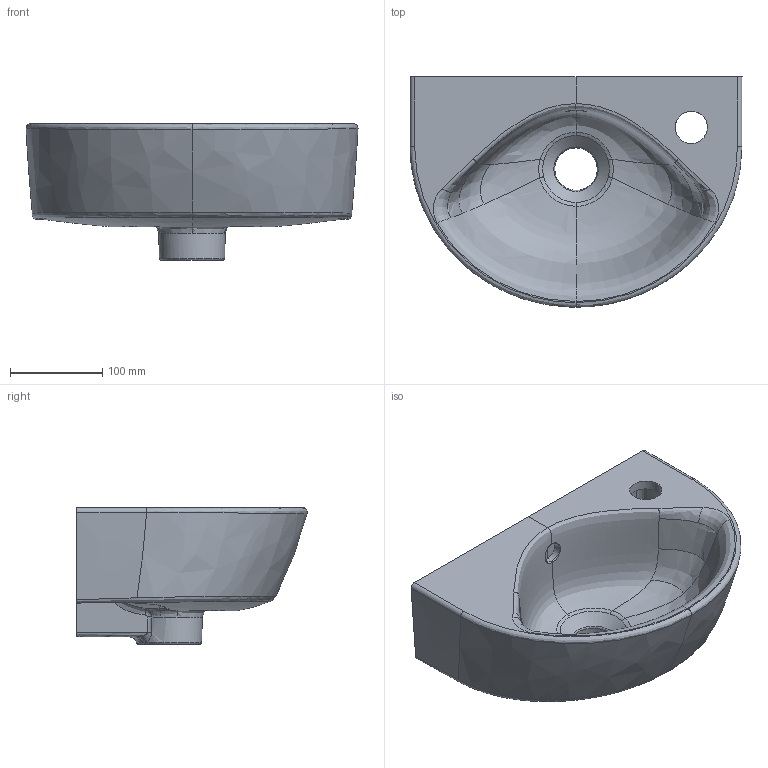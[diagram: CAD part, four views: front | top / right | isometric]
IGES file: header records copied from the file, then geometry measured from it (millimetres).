
Global section: file name: 500374; native system: Autodesk Inventor 2018; preprocessor: unknown; author: JANAN; date: 20201203.124647; units: millimetre
Bounding box: 360 x 250.01 x 148 mm (x, y, z)
Volume: 3170286.2 mm3; surface area: 353761.3 mm2
Topology: 1 solids, 1 shells, 179 faces, 439 edges, 259 vertices
Faces by surface type: bspline 179
